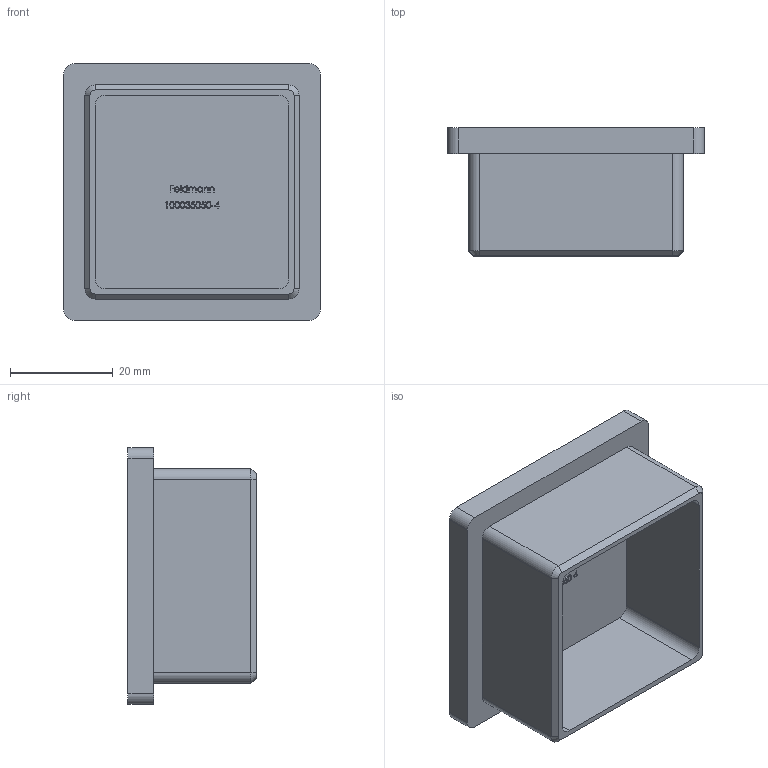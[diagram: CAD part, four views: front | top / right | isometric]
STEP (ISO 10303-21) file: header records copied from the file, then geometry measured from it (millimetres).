
FILE_DESCRIPTION (( 'STEP AP203' ), '1' );
FILE_NAME ('100035050-4.step', '2018-12-19T09:24:35', ( '' ), ( '' ), 'SwSTEP 2.0', 'SolidWorks 2015', '' );
FILE_SCHEMA (( 'CONFIG_CONTROL_DESIGN' ));
Length unit declared in the file: millimetre
Products named in the file (1): 100035050-4
Bounding box: 50 x 25 x 50 mm (x, y, z)
Volume: 18769.3 mm3; surface area: 12120.3 mm2
Topology: 1 solids, 1 shells, 279 faces, 733 edges, 486 vertices
Faces by surface type: plane 140, bspline 123, cylinder 12, cone 4
Entity records: 16050 total; most frequent: CARTESIAN_POINT 9902, ORIENTED_EDGE 1466, DIRECTION 829, EDGE_CURVE 733, VERTEX_POINT 486, LINE 459, VECTOR 459, EDGE_LOOP 309
